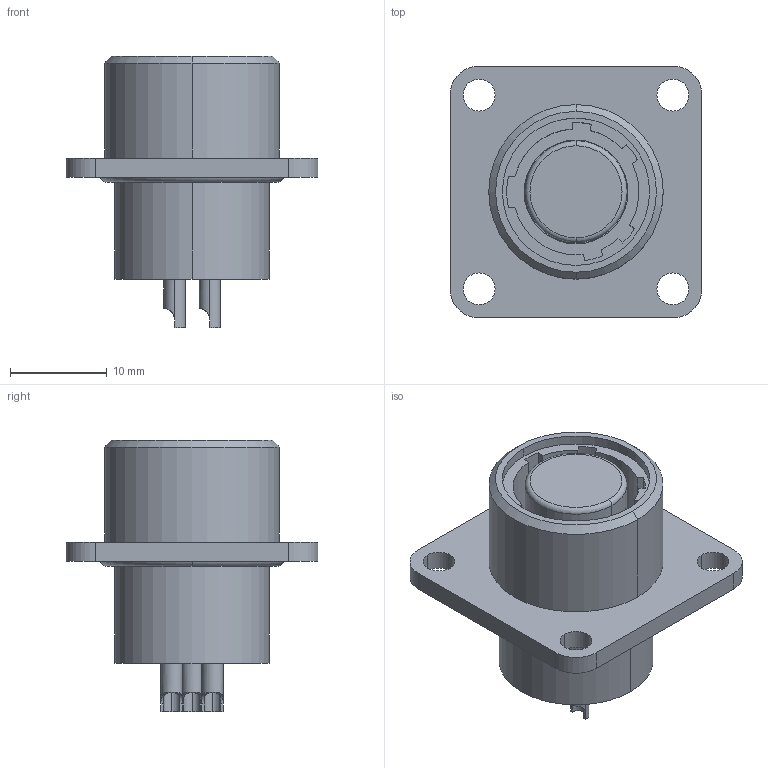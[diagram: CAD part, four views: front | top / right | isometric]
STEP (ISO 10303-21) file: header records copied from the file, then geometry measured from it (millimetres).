
FILE_DESCRIPTION(('CoCreate Modeling STEP Export'),'2;1');
FILE_NAME('JR13WR-3S.stp','2012-04-13T14:15:32',(''),(''),'CoCreate Modeling STEP processor for AP214 (Solid Model)','CoCreate Modeling 17.0 01-Apr-2010 (C) Parametric Technology GmbH','');
FILE_SCHEMA(('AUTOMOTIVE_DESIGN { 1 0 10303 214 1 1 1 1 }'));
Length unit declared in the file: millimetre
Products named in the file (1): JR13WR-3S
Bounding box: 26 x 26 x 28 mm (x, y, z)
Volume: 5071.3 mm3; surface area: 4746 mm2
Topology: 1 solids, 1 shells, 170 faces, 470 edges, 306 vertices
Faces by surface type: plane 79, cylinder 78, torus 6, cone 5, bspline 2
Entity records: 7162 total; most frequent: CARTESIAN_POINT 3190, ORIENTED_EDGE 940, DIRECTION 689, EDGE_CURVE 470, VERTEX_POINT 306, VECTOR 235, LINE 235, AXIS2_PLACEMENT_3D 227
